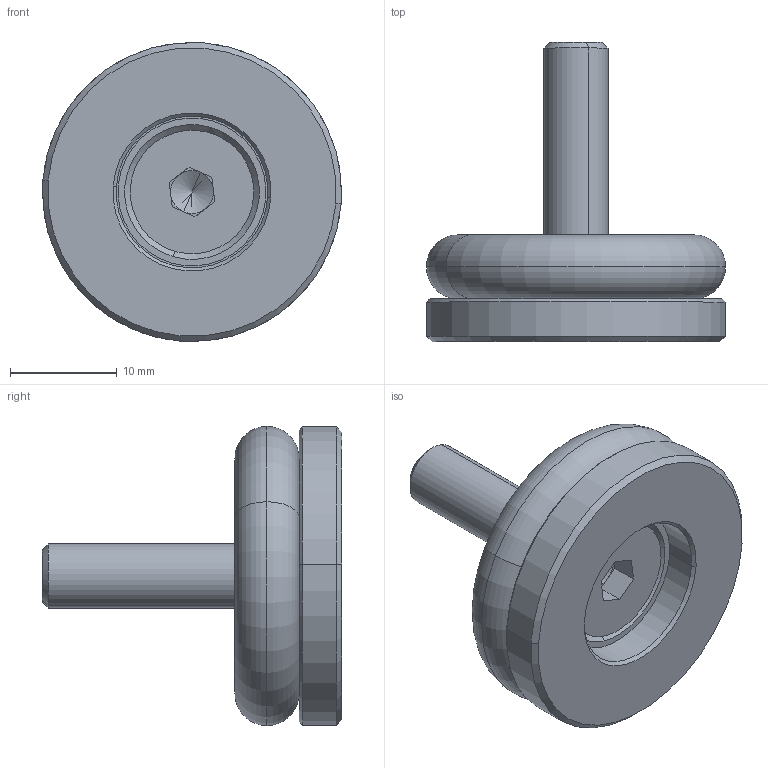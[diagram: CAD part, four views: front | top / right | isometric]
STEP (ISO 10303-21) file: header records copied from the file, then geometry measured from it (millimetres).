
FILE_DESCRIPTION (( 'STEP AP214' ), '1' );
FILE_NAME ('TA280806.STEP', '2013-06-21T08:32:58', ( '' ), ( '' ), 'SwSTEP 2.0', 'SolidWorks 2011', '' );
FILE_SCHEMA (( 'AUTOMOTIVE_DESIGN' ));
Length unit declared in the file: millimetre
Products named in the file (5): 8TA-CASQUILLO; 8TA-SOPORTE; TA280806; 1DIN7991625_DIN 7991 - M6 x 25 --- 25C; 3JT16X6X28
Assembly tree (4 placements, depth 2):
  TA280806
    1DIN7991625_DIN 7991 - M6 x 25 --- 25C
    3JT16X6X28
    8TA-SOPORTE
    8TA-CASQUILLO
Bounding box: 28 x 28.03 x 28 mm (x, y, z)
Volume: 5494 mm3; surface area: 4410.5 mm2
Topology: 4 solids, 4 shells, 77 faces, 158 edges, 91 vertices
Faces by surface type: plane 23, cone 22, cylinder 20, torus 12
Entity records: 2240 total; most frequent: DIRECTION 414, CARTESIAN_POINT 331, ORIENTED_EDGE 312, AXIS2_PLACEMENT_3D 174, EDGE_CURVE 156, VERTEX_POINT 91, CIRCLE 90, EDGE_LOOP 87
